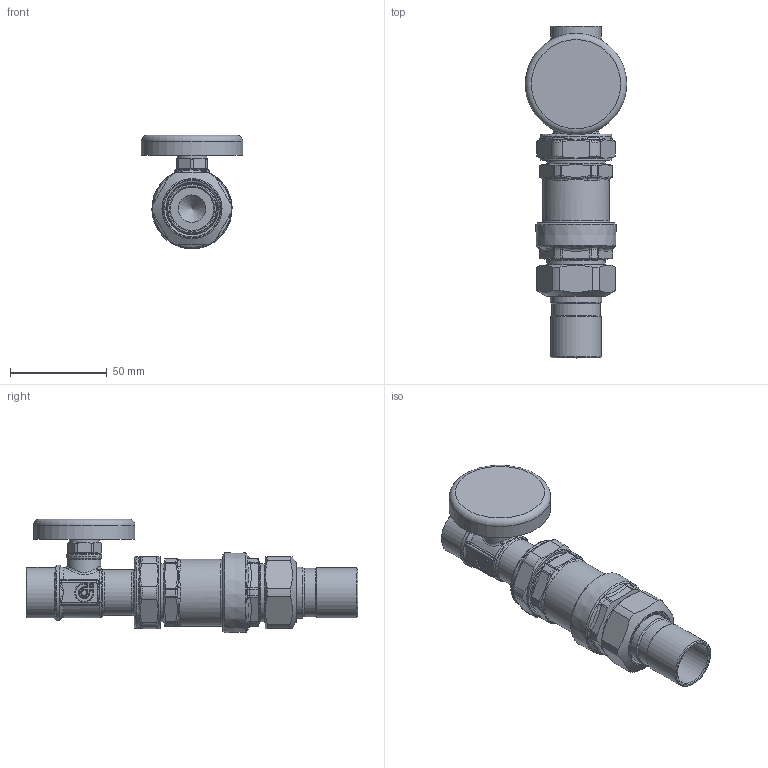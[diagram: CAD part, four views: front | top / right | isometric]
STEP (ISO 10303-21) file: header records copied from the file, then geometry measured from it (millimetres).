
FILE_DESCRIPTION(/* description */ (''),/* implementation_level */ '2;1');
FILE_NAME(/* name */ '127158AFC_Simplify_1.stp',/* time_stamp */ '2025-07-24T13:26:57-05:00',/* author */ ('ischreiner'),/* organization */ (''),/* preprocessor_version */ 'ST-DEVELOPER v20',/* originating_system */ 'Autodesk Inventor 2025',/* authorisation */ '');
FILE_SCHEMA (('AUTOMOTIVE_DESIGN { 1 0 10303 214 3 1 1 }'));
Length unit declared in the file: inch
Products named in the file (1): 127158AFC_Simplify_1
Bounding box: 52.32 x 171.12 x 58.6 mm (x, y, z)
Volume: 95095.6 mm3; surface area: 45953.8 mm2
Topology: 4 solids, 4 shells, 709 faces, 1650 edges, 919 vertices
Faces by surface type: cylinder 206, bspline 172, plane 121, cone 91, torus 81, sphere 38
Full cylindrical faces by diameter (mm): 14.224 x1, 15.24 x1, 15.875 x1, 17 x1, 18 x1, 19.812 x1, 21 x2, 21.057 x1, 22.352 x2, 23.5 x1, 24 x1, 24.1 x2, 24.13 x1, 24.994 x1, 25 x2, 26 x1, 26.01 x1, 26.492 x1, 26.924 x1, 28.3 x2, 28.5 x2, 28.6 x1, 29.6 x1, 30 x4, 30.099 x1, 30.2 x1, 30.302 x1, 30.4 x1, 30.5 x1, 33.1 x2
Entity records: 30762 total; most frequent: CARTESIAN_POINT 15026, ORIENTED_EDGE 3190, DIRECTION 3049, EDGE_CURVE 1595, AXIS2_PLACEMENT_3D 1313, VERTEX_POINT 919, EDGE_LOOP 744, STYLED_ITEM 713
